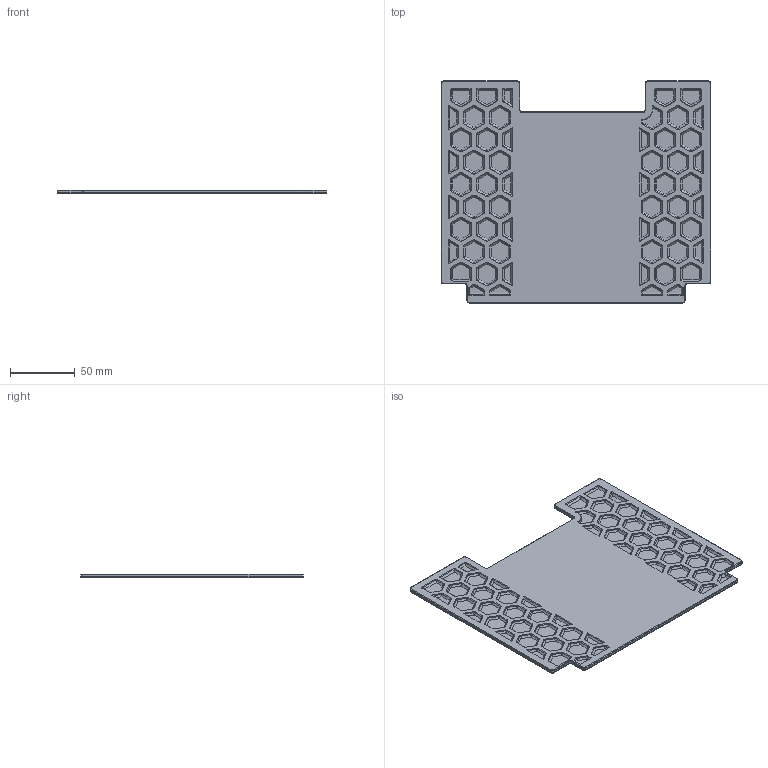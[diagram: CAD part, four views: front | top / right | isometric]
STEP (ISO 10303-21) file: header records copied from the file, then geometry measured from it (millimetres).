
FILE_DESCRIPTION(/* description */ (''),/* implementation_level */ '2;1');
FILE_NAME(/* name */ 'Deck_Panel_MMU.step',/* time_stamp */ '2024-06-13T08:20:16+01:00',/* author */ (''),/* organization */ (''),/* preprocessor_version */ 'ST-DEVELOPER v20',/* originating_system */ 'Autodesk Translation Framework v13.14.0.145',/* authorisation */ '');
FILE_SCHEMA (('AUTOMOTIVE_DESIGN { 1 0 10303 214 3 1 1 }'));
Length unit declared in the file: millimetre
Products named in the file (1): Deck_Panel_MMU
Bounding box: 209 x 172 x 3 mm (x, y, z)
Volume: 82327.1 mm3; surface area: 171819.2 mm2
Topology: 3 solids, 3 shells, 1291 faces, 3805 edges, 2520 vertices
Faces by surface type: plane 674, cone 563, cylinder 54
Entity records: 43669 total; most frequent: CARTESIAN_POINT 7721, ORIENTED_EDGE 7610, DIRECTION 7538, EDGE_CURVE 3805, LINE 2552, VECTOR 2552, VERTEX_POINT 2520, AXIS2_PLACEMENT_3D 2493
